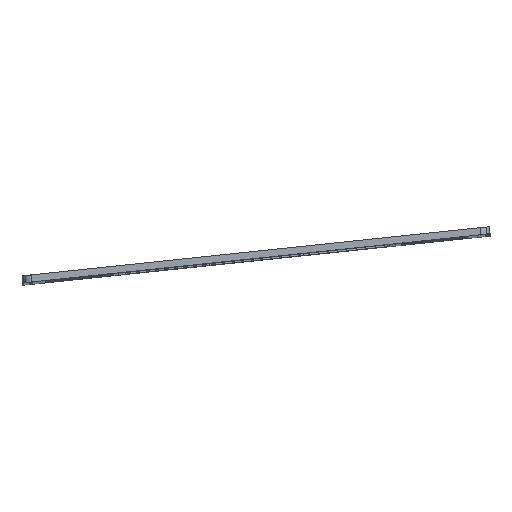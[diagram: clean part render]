
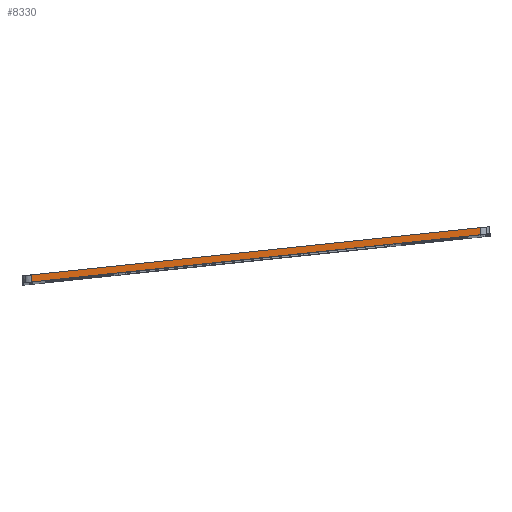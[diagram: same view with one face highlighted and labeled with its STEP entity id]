
A CAD part, top view. The second image highlights one B-rep face of the part: STEP entity #8330.
In plain terms, the highlighted planar face has unit normal (0, 0, 1).
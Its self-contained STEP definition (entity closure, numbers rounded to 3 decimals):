
#674=FACE_OUTER_BOUND('',#1171,.T.);
#1171=EDGE_LOOP('',(#7586,#7587,#7588,#7589));
#1649=LINE('',#11746,#2458);
#1897=LINE('',#12697,#2706);
#2402=LINE('',#14061,#3211);
#2403=LINE('',#14063,#3212);
#2458=VECTOR('',#9263,96.002);
#2706=VECTOR('',#10027,96.002);
#3211=VECTOR('',#11556,1.5);
#3212=VECTOR('',#11559,1.5);
#3281=VERTEX_POINT('',#11743);
#3282=VERTEX_POINT('',#11745);
#3726=VERTEX_POINT('',#12694);
#3727=VERTEX_POINT('',#12696);
#4103=EDGE_CURVE('',#3282,#3281,#1649,.T.);
#4578=EDGE_CURVE('',#3727,#3726,#1897,.T.);
#5262=EDGE_CURVE('',#3726,#3282,#2402,.T.);
#5263=EDGE_CURVE('',#3281,#3727,#2403,.T.);
#7586=ORIENTED_EDGE('',*,*,#5262,.T.);
#7587=ORIENTED_EDGE('',*,*,#4103,.T.);
#7588=ORIENTED_EDGE('',*,*,#5263,.T.);
#7589=ORIENTED_EDGE('',*,*,#4578,.T.);
#7944=PLANE('',#9173);
#8330=ADVANCED_FACE('',(#674),#7944,.T.);
#9173=AXIS2_PLACEMENT_3D('',#14062,#11557,#11558);
#9263=DIRECTION('',(0.995,0.105,0.));
#10027=DIRECTION('',(-0.995,-0.105,0.));
#11556=DIRECTION('',(0.104,-0.995,0.));
#11557=DIRECTION('center_axis',(0.,0.,1.));
#11558=DIRECTION('ref_axis',(1.,0.,0.));
#11559=DIRECTION('',(-0.105,0.995,0.));
#11743=CARTESIAN_POINT('',(101.435,19.114,291.6));
#11745=CARTESIAN_POINT('',(5.958,9.079,291.6));
#11746=CARTESIAN_POINT('',(5.958,9.079,291.6));
#12694=CARTESIAN_POINT('',(5.802,10.571,291.6));
#12696=CARTESIAN_POINT('',(101.278,20.606,291.6));
#12697=CARTESIAN_POINT('',(101.278,20.606,291.6));
#14061=CARTESIAN_POINT('',(5.802,10.571,291.6));
#14062=CARTESIAN_POINT('Origin',(53.618,14.843,291.6));
#14063=CARTESIAN_POINT('',(101.435,19.114,291.6));
